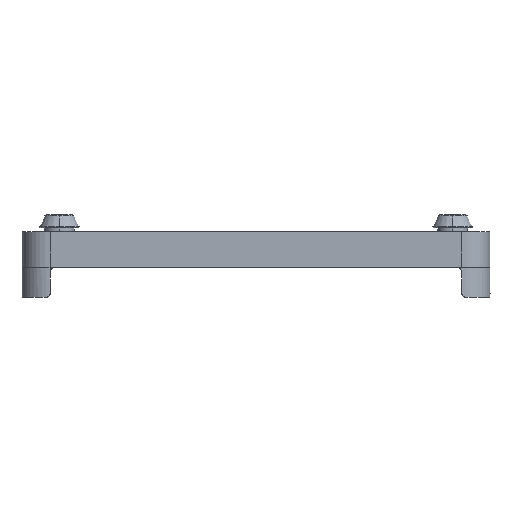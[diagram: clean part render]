
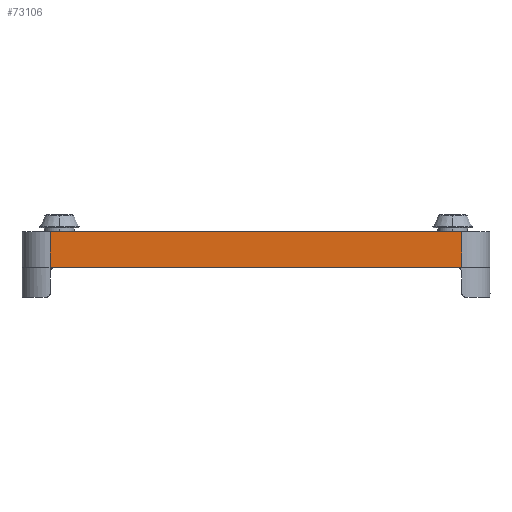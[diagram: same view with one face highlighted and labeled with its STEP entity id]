
A CAD part, left-side view. The second image highlights one B-rep face of the part: STEP entity #73106.
In plain terms, the highlighted planar face has unit normal (-1, 0, 0).
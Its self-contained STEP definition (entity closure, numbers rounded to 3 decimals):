
#1698=CARTESIAN_POINT('',(-62.5,54.961,-2.0));
#1699=VERTEX_POINT('',#1698);
#5395=CARTESIAN_POINT('',(-62.5,-54.961,-2.0));
#5396=VERTEX_POINT('',#5395);
#5404=CARTESIAN_POINT('',(-62.5,-54.961,-2.0));
#5405=DIRECTION('',(0.0,1.0,0.0));
#5406=VECTOR('',#5405,109.923);
#5407=LINE('',#5404,#5406);
#5408=EDGE_CURVE('',#5396,#1699,#5407,.T.);
#71200=CARTESIAN_POINT('',(-62.5,-55.,7.5));
#71201=VERTEX_POINT('',#71200);
#71202=CARTESIAN_POINT('',(-62.5,55.0,7.5));
#71203=VERTEX_POINT('',#71202);
#71204=CARTESIAN_POINT('',(-62.5,-55.,7.5));
#71205=DIRECTION('',(0.0,1.0,0.0));
#71206=VECTOR('',#71205,110.);
#71207=LINE('',#71204,#71206);
#71208=EDGE_CURVE('',#71201,#71203,#71207,.T.);
#71864=CARTESIAN_POINT('',(-62.5,-55.,-2.0));
#71865=VERTEX_POINT('',#71864);
#71873=CARTESIAN_POINT('',(-62.5,-55.,-2.0));
#71874=DIRECTION('',(0.,1.0,0.0));
#71875=VECTOR('',#71874,0.039);
#71876=LINE('',#71873,#71875);
#71877=EDGE_CURVE('',#71865,#5396,#71876,.T.);
#72017=CARTESIAN_POINT('',(-62.5,55.0,-2.0));
#72018=VERTEX_POINT('',#72017);
#72036=CARTESIAN_POINT('',(-62.5,54.961,-2.0));
#72037=DIRECTION('',(0.,1.0,0.0));
#72038=VECTOR('',#72037,0.039);
#72039=LINE('',#72036,#72038);
#72040=EDGE_CURVE('',#1699,#72018,#72039,.T.);
#73083=CARTESIAN_POINT('',(-62.5,-55.,-2.0));
#73084=DIRECTION('',(-1.0,0.0,0.0));
#73085=DIRECTION('',(0.0,0.0,1.0));
#73086=AXIS2_PLACEMENT_3D('',#73083,#73084,#73085);
#73087=PLANE('',#73086);
#73088=CARTESIAN_POINT('',(-62.5,-55.,-2.0));
#73089=DIRECTION('',(0.0,0.0,1.0));
#73090=VECTOR('',#73089,9.5);
#73091=LINE('',#73088,#73090);
#73092=EDGE_CURVE('',#71865,#71201,#73091,.T.);
#73093=ORIENTED_EDGE('',*,*,#73092,.T.);
#73094=ORIENTED_EDGE('',*,*,#71208,.T.);
#73095=CARTESIAN_POINT('',(-62.5,55.0,-2.0));
#73096=DIRECTION('',(0.0,0.0,1.0));
#73097=VECTOR('',#73096,9.5);
#73098=LINE('',#73095,#73097);
#73099=EDGE_CURVE('',#72018,#71203,#73098,.T.);
#73100=ORIENTED_EDGE('',*,*,#73099,.F.);
#73101=ORIENTED_EDGE('',*,*,#72040,.F.);
#73102=ORIENTED_EDGE('',*,*,#5408,.F.);
#73103=ORIENTED_EDGE('',*,*,#71877,.F.);
#73104=EDGE_LOOP('',(#73093,#73094,#73100,#73101,#73102,#73103));
#73105=FACE_OUTER_BOUND('',#73104,.T.);
#73106=ADVANCED_FACE('',(#73105),#73087,.T.);
